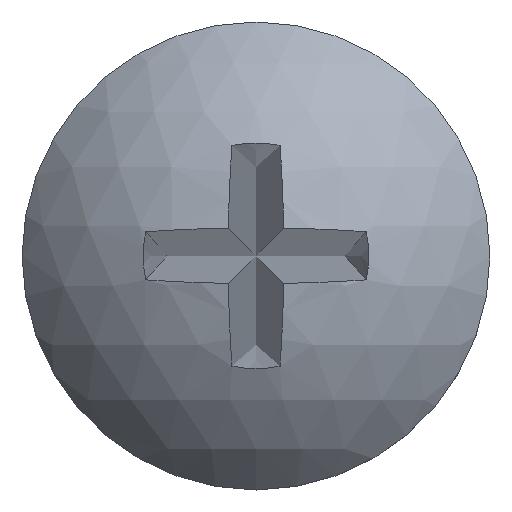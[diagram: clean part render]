
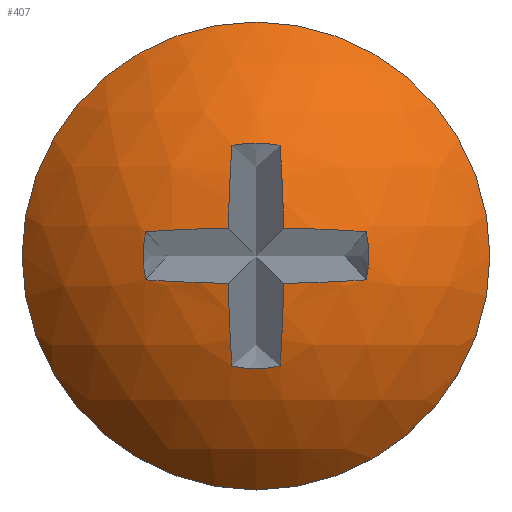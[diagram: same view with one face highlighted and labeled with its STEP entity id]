
A CAD part, top view. The second image highlights one B-rep face of the part: STEP entity #407.
In plain terms, the highlighted spherical face has radius 6.25 mm.
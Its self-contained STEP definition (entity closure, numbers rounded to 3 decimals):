
#7 = EDGE_CURVE ( 'NONE', #151, #27, #470, .T. ) ;
#8 = CARTESIAN_POINT ( 'NONE',  ( -0.487, 0., -0.264 ) ) ;
#11 = DIRECTION ( 'NONE',  ( -0.174, 0., -0.985 ) ) ;
#15 = CARTESIAN_POINT ( 'NONE',  ( -2.359, -0.514, 5.415 ) ) ;
#19 = CARTESIAN_POINT ( 'NONE',  ( 0., -0.487, -0.264 ) ) ;
#21 = CARTESIAN_POINT ( 'NONE',  ( 0.487, 0., -0.264 ) ) ;
#25 = DIRECTION ( 'NONE',  ( -0.174, 0., 0.985 ) ) ;
#27 = VERTEX_POINT ( 'NONE', #500 ) ;
#31 = CARTESIAN_POINT ( 'NONE',  ( -0.59, -0.59, 5.844 ) ) ;
#35 = SPHERICAL_SURFACE ( 'NONE', #381, 6.25 ) ;
#46 = VERTEX_POINT ( 'NONE', #256 ) ;
#47 = CIRCLE ( 'NONE', #302, 6.23 ) ;
#50 = DIRECTION ( 'NONE',  ( 0., 0.174, -0.985 ) ) ;
#51 = CIRCLE ( 'NONE', #60, 6.23 ) ;
#54 = EDGE_CURVE ( 'NONE', #230, #46, #223, .T. ) ;
#60 = AXIS2_PLACEMENT_3D ( 'NONE', #19, #191, #270 ) ;
#66 = CARTESIAN_POINT ( 'NONE',  ( 0.59, 0.59, 5.844 ) ) ;
#67 = DIRECTION ( 'NONE',  ( 0., 0., -1. ) ) ;
#68 = DIRECTION ( 'NONE',  ( 0., 0.174, -0.985 ) ) ;
#72 = EDGE_CURVE ( 'NONE', #374, #418, #47, .T. ) ;
#77 = ORIENTED_EDGE ( 'NONE', *, *, #517, .F. ) ;
#89 = CIRCLE ( 'NONE', #231, 6.23 ) ;
#90 = ORIENTED_EDGE ( 'NONE', *, *, #54, .F. ) ;
#96 = DIRECTION ( 'NONE',  ( 0.985, 0., 0.174 ) ) ;
#98 = CIRCLE ( 'NONE', #165, 2.414 ) ;
#102 = EDGE_CURVE ( 'NONE', #46, #318, #127, .T. ) ;
#107 = AXIS2_PLACEMENT_3D ( 'NONE', #8, #220, #11 ) ;
#109 = CARTESIAN_POINT ( 'NONE',  ( 2.359, 0.514, 5.415 ) ) ;
#110 = CARTESIAN_POINT ( 'NONE',  ( 0., 0., 5.415 ) ) ;
#114 = CARTESIAN_POINT ( 'NONE',  ( 0., 0., -0.35 ) ) ;
#116 = ORIENTED_EDGE ( 'NONE', *, *, #7, .F. ) ;
#121 = AXIS2_PLACEMENT_3D ( 'NONE', #21, #184, #25 ) ;
#123 = ORIENTED_EDGE ( 'NONE', *, *, #348, .F. ) ;
#124 = DIRECTION ( 'NONE',  ( -0.985, 0., 0.174 ) ) ;
#126 = VERTEX_POINT ( 'NONE', #15 ) ;
#127 = CIRCLE ( 'NONE', #134, 2.414 ) ;
#134 = AXIS2_PLACEMENT_3D ( 'NONE', #260, #171, #351 ) ;
#146 = CARTESIAN_POINT ( 'NONE',  ( 0., 0., 3.4 ) ) ;
#151 = VERTEX_POINT ( 'NONE', #347 ) ;
#158 = DIRECTION ( 'NONE',  ( -1., 0., 0. ) ) ;
#160 = EDGE_LOOP ( 'NONE', ( #538 ) ) ;
#165 = AXIS2_PLACEMENT_3D ( 'NONE', #362, #487, #225 ) ;
#169 = EDGE_CURVE ( 'NONE', #27, #421, #258, .T. ) ;
#171 = DIRECTION ( 'NONE',  ( 0., 0., 1. ) ) ;
#177 = DIRECTION ( 'NONE',  ( 0., 0.985, 0.174 ) ) ;
#184 = DIRECTION ( 'NONE',  ( 0.985, 0., 0.174 ) ) ;
#191 = DIRECTION ( 'NONE',  ( 0., -0.985, 0.174 ) ) ;
#193 = DIRECTION ( 'NONE',  ( 0., 0., 1. ) ) ;
#194 = VERTEX_POINT ( 'NONE', #226 ) ;
#201 = VERTEX_POINT ( 'NONE', #316 ) ;
#219 = CARTESIAN_POINT ( 'NONE',  ( -5., 0., 3.4 ) ) ;
#220 = DIRECTION ( 'NONE',  ( -0.985, 0., 0.174 ) ) ;
#223 = CIRCLE ( 'NONE', #107, 6.23 ) ;
#225 = DIRECTION ( 'NONE',  ( -1., 0., 0. ) ) ;
#226 = CARTESIAN_POINT ( 'NONE',  ( -0.59, 0.59, 5.844 ) ) ;
#230 = VERTEX_POINT ( 'NONE', #66 ) ;
#231 = AXIS2_PLACEMENT_3D ( 'NONE', #519, #397, #68 ) ;
#242 = CARTESIAN_POINT ( 'NONE',  ( 0., -0.487, -0.264 ) ) ;
#244 = ORIENTED_EDGE ( 'NONE', *, *, #415, .F. ) ;
#246 = AXIS2_PLACEMENT_3D ( 'NONE', #110, #193, #522 ) ;
#256 = CARTESIAN_POINT ( 'NONE',  ( 0.514, 2.359, 5.415 ) ) ;
#258 = CIRCLE ( 'NONE', #352, 6.23 ) ;
#260 = CARTESIAN_POINT ( 'NONE',  ( 0., 0., 5.415 ) ) ;
#267 = EDGE_CURVE ( 'NONE', #126, #374, #89, .T. ) ;
#270 = DIRECTION ( 'NONE',  ( 0., 0.174, 0.985 ) ) ;
#274 = EDGE_CURVE ( 'NONE', #333, #230, #51, .T. ) ;
#277 = ORIENTED_EDGE ( 'NONE', *, *, #72, .F. ) ;
#278 = DIRECTION ( 'NONE',  ( 0., 1., 0. ) ) ;
#281 = ORIENTED_EDGE ( 'NONE', *, *, #169, .F. ) ;
#282 = CARTESIAN_POINT ( 'NONE',  ( 2.359, -0.514, 5.415 ) ) ;
#287 = AXIS2_PLACEMENT_3D ( 'NONE', #503, #124, #466 ) ;
#288 = DIRECTION ( 'NONE',  ( -1., 0., 0. ) ) ;
#296 = CIRCLE ( 'NONE', #246, 2.414 ) ;
#298 = CARTESIAN_POINT ( 'NONE',  ( 0.487, 0., -0.264 ) ) ;
#302 = AXIS2_PLACEMENT_3D ( 'NONE', #298, #96, #305 ) ;
#304 = EDGE_CURVE ( 'NONE', #421, #333, #98, .T. ) ;
#305 = DIRECTION ( 'NONE',  ( -0.174, 0., 0.985 ) ) ;
#316 = CARTESIAN_POINT ( 'NONE',  ( -2.359, 0.514, 5.415 ) ) ;
#318 = VERTEX_POINT ( 'NONE', #481 ) ;
#328 = ORIENTED_EDGE ( 'NONE', *, *, #274, .F. ) ;
#331 = DIRECTION ( 'NONE',  ( 0., 0., 1. ) ) ;
#333 = VERTEX_POINT ( 'NONE', #109 ) ;
#336 = AXIS2_PLACEMENT_3D ( 'NONE', #242, #493, #464 ) ;
#344 = AXIS2_PLACEMENT_3D ( 'NONE', #146, #67, #485 ) ;
#347 = CARTESIAN_POINT ( 'NONE',  ( 0.514, -2.359, 5.415 ) ) ;
#348 = EDGE_CURVE ( 'NONE', #318, #194, #520, .T. ) ;
#351 = DIRECTION ( 'NONE',  ( -1., 0., 0. ) ) ;
#352 = AXIS2_PLACEMENT_3D ( 'NONE', #512, #177, #50 ) ;
#360 = EDGE_LOOP ( 'NONE', ( #277, #532, #77, #244, #123, #450, #90, #328, #455, #281, #116, #513 ) ) ;
#362 = CARTESIAN_POINT ( 'NONE',  ( 0., 0., 5.415 ) ) ;
#371 = CARTESIAN_POINT ( 'NONE',  ( -0.514, -2.359, 5.415 ) ) ;
#374 = VERTEX_POINT ( 'NONE', #31 ) ;
#375 = EDGE_CURVE ( 'NONE', #418, #151, #403, .T. ) ;
#376 = FACE_OUTER_BOUND ( 'NONE', #160, .T. ) ;
#381 = AXIS2_PLACEMENT_3D ( 'NONE', #114, #278, #288 ) ;
#397 = DIRECTION ( 'NONE',  ( 0., 0.985, 0.174 ) ) ;
#403 = CIRCLE ( 'NONE', #476, 2.414 ) ;
#407 = ADVANCED_FACE ( 'NONE', ( #420, #376 ), #35, .T. ) ;
#415 = EDGE_CURVE ( 'NONE', #194, #201, #425, .T. ) ;
#418 = VERTEX_POINT ( 'NONE', #371 ) ;
#420 = FACE_OUTER_BOUND ( 'NONE', #360, .T. ) ;
#421 = VERTEX_POINT ( 'NONE', #282 ) ;
#425 = CIRCLE ( 'NONE', #336, 6.23 ) ;
#450 = ORIENTED_EDGE ( 'NONE', *, *, #102, .F. ) ;
#455 = ORIENTED_EDGE ( 'NONE', *, *, #304, .F. ) ;
#459 = CARTESIAN_POINT ( 'NONE',  ( 0., 0., 5.415 ) ) ;
#464 = DIRECTION ( 'NONE',  ( 0., 0.174, 0.985 ) ) ;
#466 = DIRECTION ( 'NONE',  ( -0.174, 0., -0.985 ) ) ;
#470 = CIRCLE ( 'NONE', #287, 6.23 ) ;
#475 = VERTEX_POINT ( 'NONE', #219 ) ;
#476 = AXIS2_PLACEMENT_3D ( 'NONE', #459, #331, #158 ) ;
#481 = CARTESIAN_POINT ( 'NONE',  ( -0.514, 2.359, 5.415 ) ) ;
#485 = DIRECTION ( 'NONE',  ( -1., 0., 0. ) ) ;
#487 = DIRECTION ( 'NONE',  ( 0., 0., 1. ) ) ;
#493 = DIRECTION ( 'NONE',  ( 0., -0.985, 0.174 ) ) ;
#500 = CARTESIAN_POINT ( 'NONE',  ( 0.59, -0.59, 5.844 ) ) ;
#502 = EDGE_CURVE ( 'NONE', #475, #475, #533, .T. ) ;
#503 = CARTESIAN_POINT ( 'NONE',  ( -0.487, 0., -0.264 ) ) ;
#512 = CARTESIAN_POINT ( 'NONE',  ( 0., 0.487, -0.264 ) ) ;
#513 = ORIENTED_EDGE ( 'NONE', *, *, #375, .F. ) ;
#517 = EDGE_CURVE ( 'NONE', #201, #126, #296, .T. ) ;
#519 = CARTESIAN_POINT ( 'NONE',  ( 0., 0.487, -0.264 ) ) ;
#520 = CIRCLE ( 'NONE', #121, 6.23 ) ;
#522 = DIRECTION ( 'NONE',  ( -1., 0., 0. ) ) ;
#532 = ORIENTED_EDGE ( 'NONE', *, *, #267, .F. ) ;
#533 = CIRCLE ( 'NONE', #344, 5. ) ;
#538 = ORIENTED_EDGE ( 'NONE', *, *, #502, .F. ) ;
